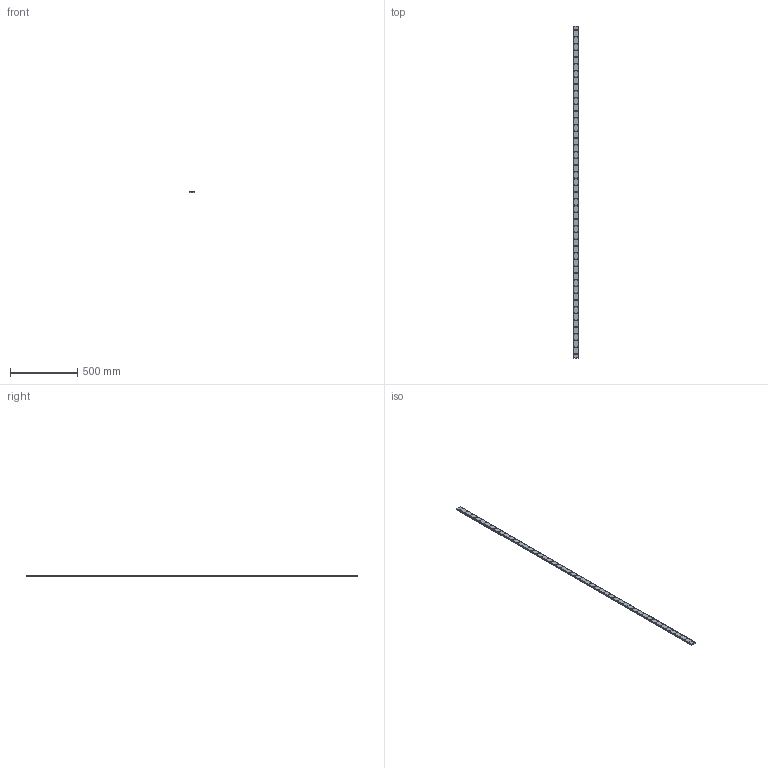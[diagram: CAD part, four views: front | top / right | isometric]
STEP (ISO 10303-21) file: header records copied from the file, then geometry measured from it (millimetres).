
FILE_DESCRIPTION(('STEP AP214'),'1');
FILE_NAME('cctmp_694E9399-FC78-4676-9F6E-EDDED35DD367_2021_03_04_11_51_04_0366..stp','2021-03-04T10:51:04',('HIWIN GmbH'),('CADClick - www.CADClick.com'),'Spatial InterOp 3D',' ','unknown authorization');
FILE_SCHEMA(('AUTOMOTIVE_DESIGN'));
Length unit declared in the file: millimetre
Products named in the file (1): WER21R2460H_FILE
Bounding box: 37 x 2460 x 11 mm (x, y, z)
Volume: 911753.6 mm3; surface area: 266207.1 mm2
Topology: 1 solids, 1 shells, 985 faces, 2055 edges, 1370 vertices
Faces by surface type: cylinder 606, plane 379
Entity records: 34725 total; most frequent: DIRECTION 5239, CARTESIAN_POINT 4411, ORIENTED_EDGE 4110, AXIS2_PLACEMENT_3D 2198, EDGE_CURVE 2055, VERTEX_POINT 1370, EDGE_LOOP 1283, CIRCLE 1212
